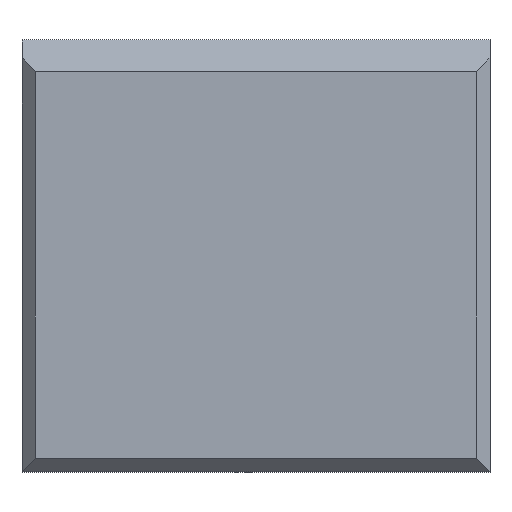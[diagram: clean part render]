
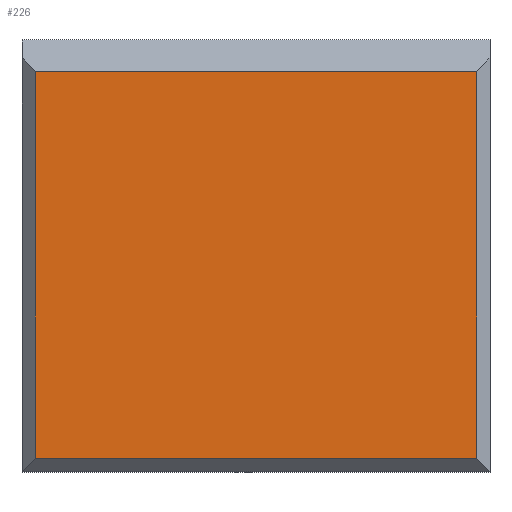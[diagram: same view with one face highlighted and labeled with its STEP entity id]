
A CAD part, top view. The second image highlights one B-rep face of the part: STEP entity #226.
In plain terms, the highlighted planar face has unit normal (0, 0, 1).
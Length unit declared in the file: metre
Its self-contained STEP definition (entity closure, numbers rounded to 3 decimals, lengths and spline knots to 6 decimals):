
#30=ORIENTED_EDGE('',*,*,#86,.T.);
#31=ORIENTED_EDGE('',*,*,#87,.T.);
#32=ORIENTED_EDGE('',*,*,#88,.T.);
#33=ORIENTED_EDGE('',*,*,#89,.T.);
#86=EDGE_CURVE('',#112,#113,#134,.T.);
#87=EDGE_CURVE('',#113,#114,#135,.T.);
#88=EDGE_CURVE('',#114,#115,#136,.T.);
#89=EDGE_CURVE('',#115,#112,#137,.T.);
#112=VERTEX_POINT('',#354);
#113=VERTEX_POINT('',#355);
#114=VERTEX_POINT('',#357);
#115=VERTEX_POINT('',#359);
#134=LINE('',#353,#164);
#135=LINE('',#356,#165);
#136=LINE('',#358,#166);
#137=LINE('',#360,#167);
#164=VECTOR('',#289,1.);
#165=VECTOR('',#290,1.);
#166=VECTOR('',#291,1.);
#167=VECTOR('',#292,1.);
#184=EDGE_LOOP('',(#30,#31,#32,#33));
#198=FACE_BOUND('',#184,.T.);
#212=PLANE('',#253);
#226=ADVANCED_FACE('',(#198),#212,.T.);
#253=AXIS2_PLACEMENT_3D('',#352,#287,#288);
#287=DIRECTION('',(0.,0.,1.));
#288=DIRECTION('',(1.,0.,0.));
#289=DIRECTION('',(1.,0.,0.));
#290=DIRECTION('',(0.,1.,0.));
#291=DIRECTION('',(-1.,0.,0.));
#292=DIRECTION('',(0.,-1.,0.));
#352=CARTESIAN_POINT('',(0.0026,0.0024,0.0015));
#353=CARTESIAN_POINT('',(0.0052,0.00015,0.0015));
#354=CARTESIAN_POINT('',(0.00015,0.00015,0.0015));
#355=CARTESIAN_POINT('',(0.00505,0.00015,0.0015));
#356=CARTESIAN_POINT('',(0.00505,0.00445,0.0015));
#357=CARTESIAN_POINT('',(0.00505,0.00445,0.0015));
#358=CARTESIAN_POINT('',(0.0026,0.00445,0.0015));
#359=CARTESIAN_POINT('',(0.00015,0.00445,0.0015));
#360=CARTESIAN_POINT('',(0.00015,0.0024,0.0015));
